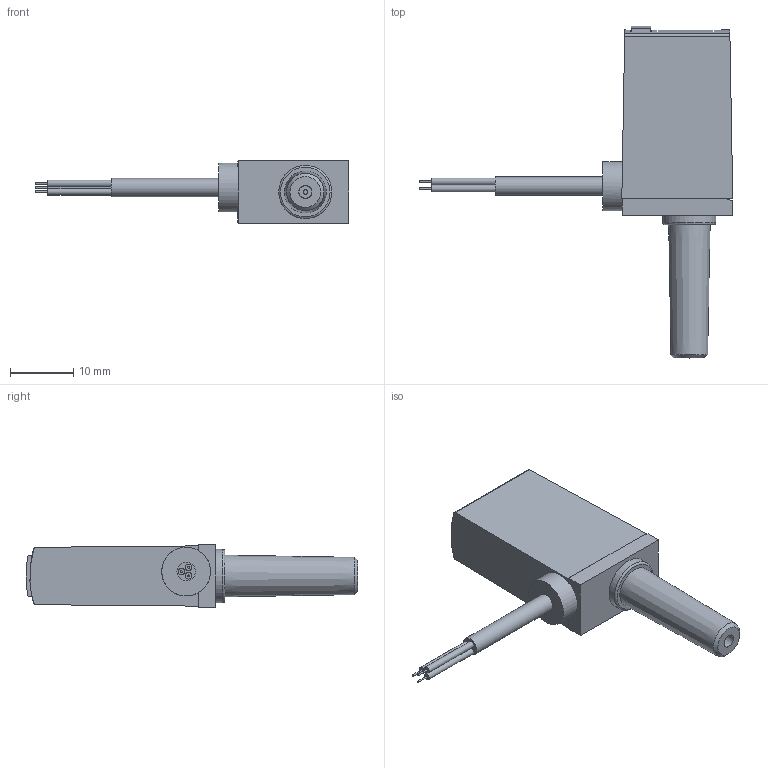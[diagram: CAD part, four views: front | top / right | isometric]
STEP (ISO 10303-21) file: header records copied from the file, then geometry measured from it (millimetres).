
FILE_DESCRIPTION(/* description */ ('STEP AP214'),/* implementation_level */ '2;1');
FILE_NAME(/* name */ '8001446_SPAE-P10R-S6-PNLK-2_5K',/* time_stamp */ '2024-09-11T12:54:45+02:00',/* author */ ('License CC BY-ND 4.0'),/* organization */ ('CADENAS'),/* preprocessor_version */ 'ST-DEVELOPER v19.3',/* originating_system */ 'PARTsolutions',/* authorisation */ ' ');
FILE_SCHEMA (('AUTOMOTIVE_DESIGN {1 0 10303 214 3 1 1}'));
Length unit declared in the file: millimetre
Products named in the file (3): 8001446 SPAE-P10R-S6-PNLK-2.5K; 8001446 SPAE-P10R-S6-PNLK-2.5K_O; 1250829 SPTE-S6
Assembly tree (2 placements, depth 2):
  8001446 SPAE-P10R-S6-PNLK-2.5K
    8001446 SPAE-P10R-S6-PNLK-2.5K_O
    1250829 SPTE-S6
Bounding box: 49.45 x 52.36 x 9.8 mm (x, y, z)
Volume: 5348.9 mm3; surface area: 3583.6 mm2
Topology: 2 solids, 2 shells, 125 faces, 317 edges, 212 vertices
Faces by surface type: plane 85, cylinder 35, cone 4, torus 1
Full cylindrical faces by diameter (mm): 0.25 x3, 0.7 x1, 1.05 x3, 2.9 x1, 3 x1, 3.5 x1, 5.4 x1, 7.7 x1, 8.4 x1
Entity records: 4275 total; most frequent: DIRECTION 631, CARTESIAN_POINT 623, ORIENTED_EDGE 582, EDGE_CURVE 291, AXIS2_PLACEMENT_3D 212, LINE 207, VECTOR 207, VERTEX_POINT 204
